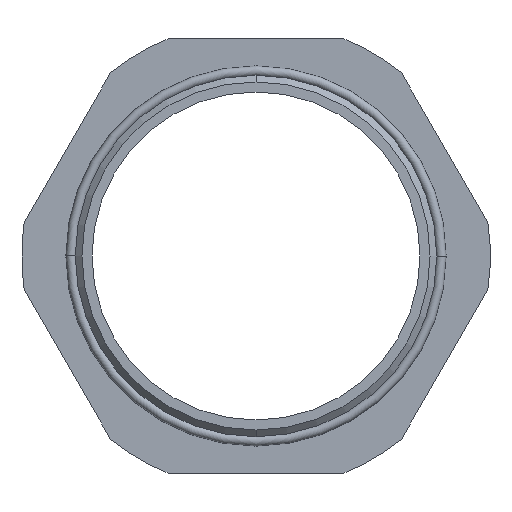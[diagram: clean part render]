
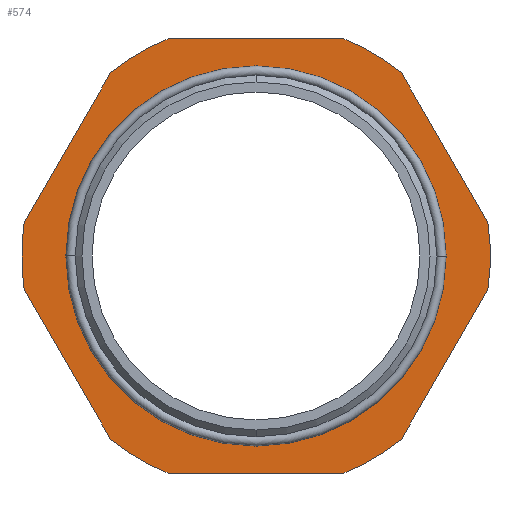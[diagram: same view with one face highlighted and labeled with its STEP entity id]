
A CAD part, front view. The second image highlights one B-rep face of the part: STEP entity #574.
In plain terms, the highlighted planar face has unit normal (0, -1, 0).
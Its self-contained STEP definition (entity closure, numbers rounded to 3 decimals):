
#36 = AXIS2_PLACEMENT_3D ( 'NONE', #109, #113, #114 ) ;
#109 = CARTESIAN_POINT ( 'NONE',  ( 0., -2., 0. ) ) ;
#113 = DIRECTION ( 'NONE',  ( 0., -1., 0. ) ) ;
#114 = DIRECTION ( 'NONE',  ( 0., 0., -1. ) ) ;
#121 = CARTESIAN_POINT ( 'NONE',  ( 28.024, -2., 0. ) ) ;
#147 = CARTESIAN_POINT ( 'NONE',  ( 34.641, -2., 5. ) ) ;
#148 = CARTESIAN_POINT ( 'NONE',  ( 34.641, -2., -5. ) ) ;
#149 = CARTESIAN_POINT ( 'NONE',  ( 21.651, -2., -27.5 ) ) ;
#150 = CARTESIAN_POINT ( 'NONE',  ( 12.99, -2., -32.5 ) ) ;
#151 = CARTESIAN_POINT ( 'NONE',  ( -12.99, -2., -32.5 ) ) ;
#152 = CARTESIAN_POINT ( 'NONE',  ( -21.651, -2., -27.5 ) ) ;
#153 = CARTESIAN_POINT ( 'NONE',  ( -34.641, -2., -5. ) ) ;
#154 = CARTESIAN_POINT ( 'NONE',  ( -34.641, -2., 5. ) ) ;
#155 = CARTESIAN_POINT ( 'NONE',  ( -21.651, -2., 27.5 ) ) ;
#156 = CARTESIAN_POINT ( 'NONE',  ( -12.99, -2., 32.5 ) ) ;
#157 = CARTESIAN_POINT ( 'NONE',  ( 21.651, -2., 27.5 ) ) ;
#158 = CARTESIAN_POINT ( 'NONE',  ( 12.99, -2., 32.5 ) ) ;
#175 = CARTESIAN_POINT ( 'NONE',  ( -28.024, -2., 0. ) ) ;
#221 = ORIENTED_EDGE ( 'NONE', *, *, #538, .F. ) ;
#222 = ORIENTED_EDGE ( 'NONE', *, *, #539, .F. ) ;
#223 = ORIENTED_EDGE ( 'NONE', *, *, #540, .F. ) ;
#224 = ORIENTED_EDGE ( 'NONE', *, *, #537, .T. ) ;
#225 = ORIENTED_EDGE ( 'NONE', *, *, #541, .T. ) ;
#226 = ORIENTED_EDGE ( 'NONE', *, *, #542, .F. ) ;
#227 = ORIENTED_EDGE ( 'NONE', *, *, #543, .T. ) ;
#228 = ORIENTED_EDGE ( 'NONE', *, *, #544, .F. ) ;
#229 = ORIENTED_EDGE ( 'NONE', *, *, #545, .T. ) ;
#230 = ORIENTED_EDGE ( 'NONE', *, *, #546, .F. ) ;
#231 = ORIENTED_EDGE ( 'NONE', *, *, #548, .T. ) ;
#232 = ORIENTED_EDGE ( 'NONE', *, *, #549, .F. ) ;
#233 = ORIENTED_EDGE ( 'NONE', *, *, #550, .T. ) ;
#243 = EDGE_LOOP ( 'NONE', ( #222, #224, #223, #225, #226, #227, #228, #229, #230, #231, #232, #233 ) ) ;
#275 = EDGE_LOOP ( 'NONE', ( #502, #221 ) ) ;
#328 = PLANE ( 'NONE',  #842 ) ;
#329 = CARTESIAN_POINT ( 'NONE',  ( -27., -2., 0. ) ) ;
#330 = DIRECTION ( 'NONE',  ( 0., -1., 0. ) ) ;
#331 = DIRECTION ( 'NONE',  ( 0., 0., -1. ) ) ;
#502 = ORIENTED_EDGE ( 'NONE', *, *, #687, .F. ) ;
#537 = EDGE_CURVE ( 'NONE', #1050, #1048, #764, .T. ) ;
#538 = EDGE_CURVE ( 'NONE', #1067, #1016, #660, .T. ) ;
#539 = EDGE_CURVE ( 'NONE', #1050, #1049, #659, .T. ) ;
#540 = EDGE_CURVE ( 'NONE', #1047, #1048, #658, .T. ) ;
#541 = EDGE_CURVE ( 'NONE', #1047, #1046, #776, .T. ) ;
#542 = EDGE_CURVE ( 'NONE', #1045, #1046, #657, .T. ) ;
#543 = EDGE_CURVE ( 'NONE', #1045, #1044, #782, .T. ) ;
#544 = EDGE_CURVE ( 'NONE', #1043, #1044, #656, .T. ) ;
#545 = EDGE_CURVE ( 'NONE', #1043, #1042, #788, .T. ) ;
#546 = EDGE_CURVE ( 'NONE', #1041, #1042, #655, .T. ) ;
#548 = EDGE_CURVE ( 'NONE', #1041, #1040, #797, .T. ) ;
#549 = EDGE_CURVE ( 'NONE', #1039, #1040, #653, .T. ) ;
#550 = EDGE_CURVE ( 'NONE', #1039, #1049, #803, .T. ) ;
#574 = ADVANCED_FACE ( 'NONE', ( #849, #844 ), #328, .T. ) ;
#631 = CIRCLE ( 'NONE', #36, 28.024 ) ;
#653 = CIRCLE ( 'NONE', #917, 35. ) ;
#655 = CIRCLE ( 'NONE', #918, 35. ) ;
#656 = CIRCLE ( 'NONE', #921, 35. ) ;
#657 = CIRCLE ( 'NONE', #923, 35. ) ;
#658 = CIRCLE ( 'NONE', #924, 35. ) ;
#659 = CIRCLE ( 'NONE', #936, 35. ) ;
#660 = CIRCLE ( 'NONE', #926, 28.024 ) ;
#687 = EDGE_CURVE ( 'NONE', #1016, #1067, #631, .T. ) ;
#760 = CARTESIAN_POINT ( 'NONE',  ( 0., -2., 0. ) ) ;
#764 = LINE ( 'NONE', #765, #925 ) ;
#765 = CARTESIAN_POINT ( 'NONE',  ( -27., -2., 32.5 ) ) ;
#766 = DIRECTION ( 'NONE',  ( -1., 0., 0. ) ) ;
#767 = DIRECTION ( 'NONE',  ( 0., -1., 0. ) ) ;
#768 = DIRECTION ( 'NONE',  ( 0., 0., -1. ) ) ;
#769 = CARTESIAN_POINT ( 'NONE',  ( 0., -2., 0. ) ) ;
#770 = DIRECTION ( 'NONE',  ( 0., 1., 0. ) ) ;
#771 = DIRECTION ( 'NONE',  ( 0., 0., 1. ) ) ;
#772 = CARTESIAN_POINT ( 'NONE',  ( 0., -2., 0. ) ) ;
#773 = DIRECTION ( 'NONE',  ( 0., 1., 0. ) ) ;
#774 = DIRECTION ( 'NONE',  ( 0., 0., 1. ) ) ;
#775 = CARTESIAN_POINT ( 'NONE',  ( 0., -2., 0. ) ) ;
#776 = LINE ( 'NONE', #777, #922 ) ;
#777 = CARTESIAN_POINT ( 'NONE',  ( -34.896, -2., 4.559 ) ) ;
#778 = DIRECTION ( 'NONE',  ( -0.5, 0., -0.866 ) ) ;
#779 = DIRECTION ( 'NONE',  ( 0., 1., 0. ) ) ;
#780 = DIRECTION ( 'NONE',  ( 0., 0., 1. ) ) ;
#781 = CARTESIAN_POINT ( 'NONE',  ( 0., -2., 0. ) ) ;
#782 = LINE ( 'NONE', #783, #919 ) ;
#783 = CARTESIAN_POINT ( 'NONE',  ( -34.896, -2., -4.559 ) ) ;
#784 = DIRECTION ( 'NONE',  ( 0.5, 0., -0.866 ) ) ;
#785 = DIRECTION ( 'NONE',  ( 0., 1., 0. ) ) ;
#786 = DIRECTION ( 'NONE',  ( 0., 0., 1. ) ) ;
#787 = CARTESIAN_POINT ( 'NONE',  ( 0., -2., 0. ) ) ;
#788 = LINE ( 'NONE', #789, #915 ) ;
#789 = CARTESIAN_POINT ( 'NONE',  ( -27., -2., -32.5 ) ) ;
#790 = DIRECTION ( 'NONE',  ( 1., 0., 0. ) ) ;
#791 = DIRECTION ( 'NONE',  ( 0., 1., 0. ) ) ;
#792 = DIRECTION ( 'NONE',  ( 0., 0., 1. ) ) ;
#796 = CARTESIAN_POINT ( 'NONE',  ( 0., -2., 0. ) ) ;
#797 = LINE ( 'NONE', #798, #910 ) ;
#798 = CARTESIAN_POINT ( 'NONE',  ( 21.396, -2., -27.941 ) ) ;
#799 = DIRECTION ( 'NONE',  ( 0.5, 0., 0.866 ) ) ;
#800 = DIRECTION ( 'NONE',  ( 0., 1., 0. ) ) ;
#801 = DIRECTION ( 'NONE',  ( 0., 0., 1. ) ) ;
#803 = LINE ( 'NONE', #804, #904 ) ;
#804 = CARTESIAN_POINT ( 'NONE',  ( 21.396, -2., 27.941 ) ) ;
#805 = DIRECTION ( 'NONE',  ( -0.5, 0., 0.866 ) ) ;
#842 = AXIS2_PLACEMENT_3D ( 'NONE', #329, #330, #331 ) ;
#844 = FACE_OUTER_BOUND ( 'NONE', #243, .T. ) ;
#849 = FACE_BOUND ( 'NONE', #275, .T. ) ;
#904 = VECTOR ( 'NONE', #805, 1000. ) ;
#910 = VECTOR ( 'NONE', #799, 1000. ) ;
#915 = VECTOR ( 'NONE', #790, 1000. ) ;
#917 = AXIS2_PLACEMENT_3D ( 'NONE', #796, #800, #801 ) ;
#918 = AXIS2_PLACEMENT_3D ( 'NONE', #787, #791, #792 ) ;
#919 = VECTOR ( 'NONE', #784, 1000. ) ;
#921 = AXIS2_PLACEMENT_3D ( 'NONE', #781, #785, #786 ) ;
#922 = VECTOR ( 'NONE', #778, 1000. ) ;
#923 = AXIS2_PLACEMENT_3D ( 'NONE', #775, #779, #780 ) ;
#924 = AXIS2_PLACEMENT_3D ( 'NONE', #772, #773, #774 ) ;
#925 = VECTOR ( 'NONE', #766, 1000. ) ;
#926 = AXIS2_PLACEMENT_3D ( 'NONE', #760, #767, #768 ) ;
#936 = AXIS2_PLACEMENT_3D ( 'NONE', #769, #770, #771 ) ;
#1016 = VERTEX_POINT ( 'NONE', #121 ) ;
#1039 = VERTEX_POINT ( 'NONE', #147 ) ;
#1040 = VERTEX_POINT ( 'NONE', #148 ) ;
#1041 = VERTEX_POINT ( 'NONE', #149 ) ;
#1042 = VERTEX_POINT ( 'NONE', #150 ) ;
#1043 = VERTEX_POINT ( 'NONE', #151 ) ;
#1044 = VERTEX_POINT ( 'NONE', #152 ) ;
#1045 = VERTEX_POINT ( 'NONE', #153 ) ;
#1046 = VERTEX_POINT ( 'NONE', #154 ) ;
#1047 = VERTEX_POINT ( 'NONE', #155 ) ;
#1048 = VERTEX_POINT ( 'NONE', #156 ) ;
#1049 = VERTEX_POINT ( 'NONE', #157 ) ;
#1050 = VERTEX_POINT ( 'NONE', #158 ) ;
#1067 = VERTEX_POINT ( 'NONE', #175 ) ;
